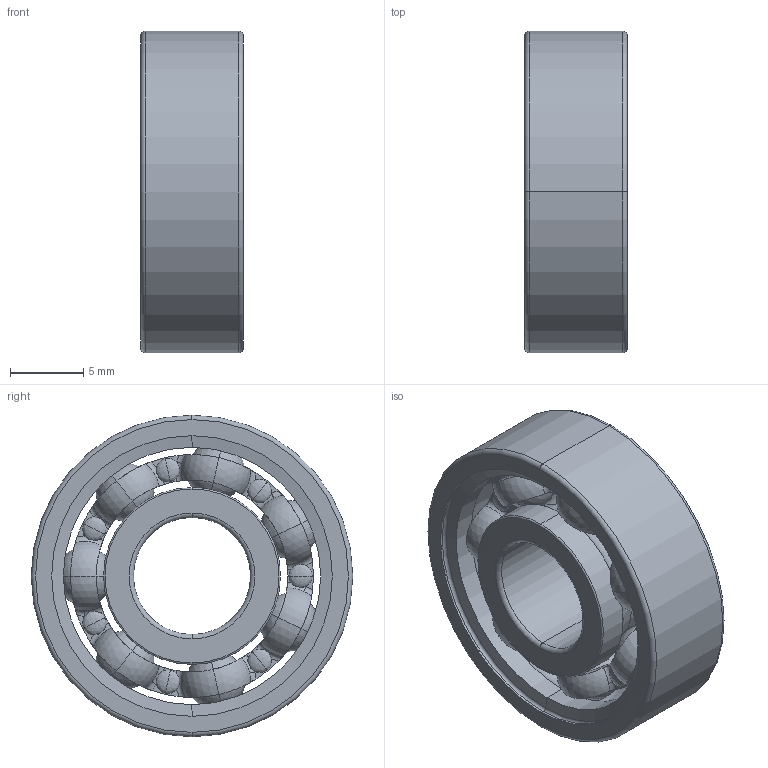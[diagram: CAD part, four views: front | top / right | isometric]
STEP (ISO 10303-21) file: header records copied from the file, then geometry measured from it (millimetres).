
FILE_DESCRIPTION (( 'STEP AP214' ), '1' );
FILE_NAME ('608.STEP', '2015-03-03T15:00:10', ( '' ), ( '' ), 'SwSTEP 2.0', 'SolidWorks 2013', '' );
FILE_SCHEMA (( 'AUTOMOTIVE_DESIGN' ));
Length unit declared in the file: millimetre
Products named in the file (5): Ball retainer rings^608; 608 Inner Race^608; 608 Ball^608; 608; 608 Outer Race^608
Assembly tree (10 placements, depth 2):
  608
    608 Inner Race^608
    608 Outer Race^608
    608 Ball^608  x7
    Ball retainer rings^608
Bounding box: 7 x 22 x 22 mm (x, y, z)
Volume: 1574 mm3; surface area: 2699.9 mm2
Topology: 18 solids, 18 shells, 320 faces, 907 edges, 591 vertices
Faces by surface type: torus 106, sphere 70, cylinder 66, plane 46, bspline 28, cone 4
Entity records: 11868 total; most frequent: CARTESIAN_POINT 3870, ORIENTED_EDGE 1664, DIRECTION 1642, EDGE_CURVE 832, AXIS2_PLACEMENT_3D 786, VERTEX_POINT 558, CIRCLE 494, EDGE_LOOP 354
